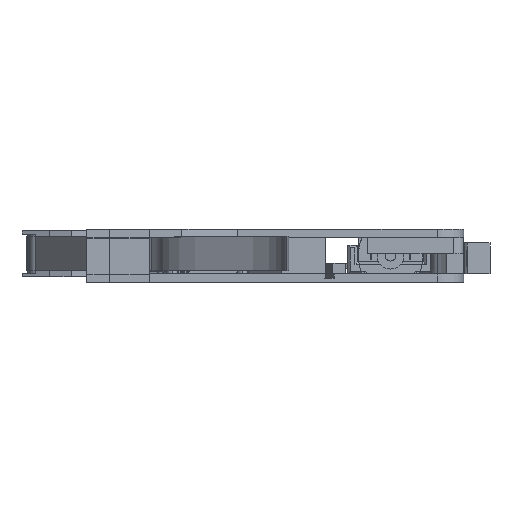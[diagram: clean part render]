
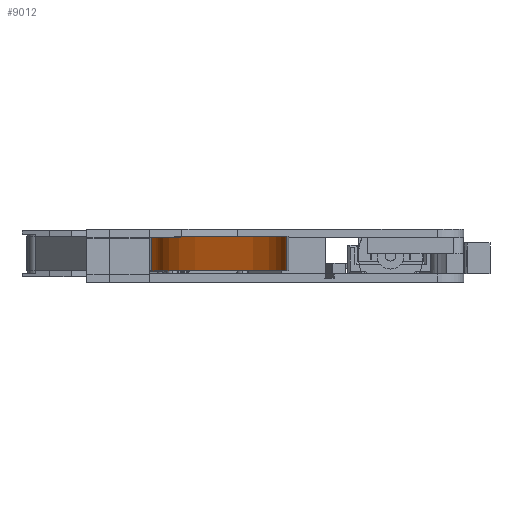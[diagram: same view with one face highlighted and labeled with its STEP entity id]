
A CAD part, left-side view. The second image highlights one B-rep face of the part: STEP entity #9012.
In plain terms, the highlighted free-form (B-spline) face has degree [3, 1] with [18, 2] control points.
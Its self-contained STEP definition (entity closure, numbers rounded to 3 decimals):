
#449 = CARTESIAN_POINT ( 'NONE',  ( -72.786, 34.568, -7.5 ) ) ;
#591 = VERTEX_POINT ( 'NONE', #28155 ) ;
#655 = CARTESIAN_POINT ( 'NONE',  ( -92.437, 35.775, -7.5 ) ) ;
#908 = CARTESIAN_POINT ( 'NONE',  ( -72.786, 34.568, -1. ) ) ;
#1129 = CARTESIAN_POINT ( 'NONE',  ( -97.205, 42.134, -1. ) ) ;
#1137 = CARTESIAN_POINT ( 'NONE',  ( -62.292, 31.861, -7.5 ) ) ;
#1351 = CARTESIAN_POINT ( 'NONE',  ( -85.391, 33.717, -1. ) ) ;
#1551 = CARTESIAN_POINT ( 'NONE',  ( -61.312, 30.939, -7.5 ) ) ;
#1770 = CARTESIAN_POINT ( 'NONE',  ( -62.639, 32.136, -7.5 ) ) ;
#1979 = CARTESIAN_POINT ( 'NONE',  ( -64.51, 33.261, -1. ) ) ;
#3793 = CARTESIAN_POINT ( 'NONE',  ( -85.391, 33.717, -7.5 ) ) ;
#3862 = CARTESIAN_POINT ( 'NONE',  ( -62.639, 32.136, -1. ) ) ;
#4063 = CARTESIAN_POINT ( 'NONE',  ( -59.77, 29.253, -1. ) ) ;
#4266 = CARTESIAN_POINT ( 'NONE',  ( -81.142, 34.049, -1. ) ) ;
#4492 = FACE_OUTER_BOUND ( 'NONE', #15697, .T. ) ;
#4905 = CARTESIAN_POINT ( 'NONE',  ( -63.725, 32.875, -1. ) ) ;
#5116 = CARTESIAN_POINT ( 'NONE',  ( -57.379, 26.389, -7.5 ) ) ;
#5322 = CARTESIAN_POINT ( 'NONE',  ( -85.391, 33.717, -7.5 ) ) ;
#5518 = ORIENTED_EDGE ( 'NONE', *, *, #36347, .T. ) ;
#6090 = DIRECTION ( 'NONE',  ( 0., 0., 1. ) ) ;
#6501 = CARTESIAN_POINT ( 'NONE',  ( -81.142, 34.049, -7.5 ) ) ;
#6897 = CARTESIAN_POINT ( 'NONE',  ( -68.678, 34.756, -7.5 ) ) ;
#6963 = CARTESIAN_POINT ( 'NONE',  ( -85.391, 33.717, -1. ) ) ;
#7305 = VERTEX_POINT ( 'NONE', #35786 ) ;
#8017 = CARTESIAN_POINT ( 'NONE',  ( -58.672, 27.669, -7.5 ) ) ;
#8218 = CARTESIAN_POINT ( 'NONE',  ( -90.797, 35.034, -1. ) ) ;
#9012 = ADVANCED_FACE ( 'NONE', ( #4492 ), #33377, .T. ) ;
#10238 = CARTESIAN_POINT ( 'NONE',  ( -62.639, 32.136, -7.5 ) ) ;
#10522 = CARTESIAN_POINT ( 'NONE',  ( -63.725, 32.875, -1. ) ) ;
#10725 = CARTESIAN_POINT ( 'NONE',  ( -81.142, 34.049, -7.5 ) ) ;
#10925 = CARTESIAN_POINT ( 'NONE',  ( -63.725, 32.875, -7.5 ) ) ;
#11348 = CARTESIAN_POINT ( 'NONE',  ( -62.292, 31.861, -1. ) ) ;
#12501 = ORIENTED_EDGE ( 'NONE', *, *, #27597, .T. ) ;
#13352 = CARTESIAN_POINT ( 'NONE',  ( -96.382, 39.84, -7.5 ) ) ;
#13841 = CARTESIAN_POINT ( 'NONE',  ( -95.229, 38.177, -7.5 ) ) ;
#14660 = CARTESIAN_POINT ( 'NONE',  ( -68.678, 34.756, -1. ) ) ;
#14742 = LINE ( 'NONE', #25162, #15006 ) ;
#14777 = CARTESIAN_POINT ( 'NONE',  ( -97.205, 42.134, -7.5 ) ) ;
#15006 = VECTOR ( 'NONE', #16624, 1000. ) ;
#15697 = EDGE_LOOP ( 'NONE', ( #35816, #26918, #5518, #12501 ) ) ;
#15885 = CARTESIAN_POINT ( 'NONE',  ( -62.292, 31.861, -7.5 ) ) ;
#16624 = DIRECTION ( 'NONE',  ( 0., 0., 1. ) ) ;
#16647 = B_SPLINE_CURVE_WITH_KNOTS ( 'NONE', 3,
 ( #25871, #32536, #25663, #22133, #28775, #15885, #10238, #16716, #38361, #6897, #449, #6501, #3793, #29182, #655, #22552, #13352, #26074 ),
 .UNSPECIFIED., .F., .F.,
 ( 4, 2, 2, 2, 2, 2, 2, 2, 4 ),
 ( 0., 0.125, 0.156, 0.187, 0.25, 0.5, 0.75, 0.875, 1. ),
 .UNSPECIFIED. ) ;
#16716 = CARTESIAN_POINT ( 'NONE',  ( -63.725, 32.875, -7.5 ) ) ;
#16981 = CARTESIAN_POINT ( 'NONE',  ( -90.797, 35.034, -1. ) ) ;
#17210 = CARTESIAN_POINT ( 'NONE',  ( -68.678, 34.756, -7.5 ) ) ;
#17409 = CARTESIAN_POINT ( 'NONE',  ( -95.229, 38.177, -1. ) ) ;
#17826 = CARTESIAN_POINT ( 'NONE',  ( -97.205, 42.134, -7.5 ) ) ;
#19690 = CARTESIAN_POINT ( 'NONE',  ( -57.379, 26.389, -1. ) ) ;
#20308 = CARTESIAN_POINT ( 'NONE',  ( -64.51, 33.261, -7.5 ) ) ;
#20517 = CARTESIAN_POINT ( 'NONE',  ( -62.292, 31.861, -1. ) ) ;
#20729 = CARTESIAN_POINT ( 'NONE',  ( -58.672, 27.669, -1. ) ) ;
#20931 = CARTESIAN_POINT ( 'NONE',  ( -96.382, 39.84, -1. ) ) ;
#22133 = CARTESIAN_POINT ( 'NONE',  ( -61.312, 30.939, -7.5 ) ) ;
#22552 = CARTESIAN_POINT ( 'NONE',  ( -95.229, 38.177, -7.5 ) ) ;
#23632 = CARTESIAN_POINT ( 'NONE',  ( -72.786, 34.568, -7.5 ) ) ;
#23851 = CARTESIAN_POINT ( 'NONE',  ( -92.437, 35.775, -1. ) ) ;
#23958 = VERTEX_POINT ( 'NONE', #14777 ) ;
#24061 = CARTESIAN_POINT ( 'NONE',  ( -90.797, 35.034, -7.5 ) ) ;
#25162 = CARTESIAN_POINT ( 'NONE',  ( -57.379, 26.389, -7.5 ) ) ;
#25663 = CARTESIAN_POINT ( 'NONE',  ( -59.77, 29.253, -7.5 ) ) ;
#25871 = CARTESIAN_POINT ( 'NONE',  ( -57.379, 26.389, -7.5 ) ) ;
#26074 = CARTESIAN_POINT ( 'NONE',  ( -97.205, 42.134, -7.5 ) ) ;
#26761 = CARTESIAN_POINT ( 'NONE',  ( -61.63, 31.262, -1. ) ) ;
#26918 = ORIENTED_EDGE ( 'NONE', *, *, #38269, .F. ) ;
#27181 = CARTESIAN_POINT ( 'NONE',  ( -62.639, 32.136, -1. ) ) ;
#27597 = EDGE_CURVE ( 'NONE', #23958, #591, #31497, .T. ) ;
#28155 = CARTESIAN_POINT ( 'NONE',  ( -97.205, 42.134, -1. ) ) ;
#28775 = CARTESIAN_POINT ( 'NONE',  ( -61.63, 31.262, -7.5 ) ) ;
#29182 = CARTESIAN_POINT ( 'NONE',  ( -90.797, 35.034, -7.5 ) ) ;
#29254 = CARTESIAN_POINT ( 'NONE',  ( -92.437, 35.775, -1. ) ) ;
#29883 = CARTESIAN_POINT ( 'NONE',  ( -61.312, 30.939, -1. ) ) ;
#29947 = VERTEX_POINT ( 'NONE', #37606 ) ;
#30281 = CARTESIAN_POINT ( 'NONE',  ( -61.63, 31.262, -7.5 ) ) ;
#31497 = LINE ( 'NONE', #32323, #36325 ) ;
#32323 = CARTESIAN_POINT ( 'NONE',  ( -97.205, 42.134, -7.5 ) ) ;
#32536 = CARTESIAN_POINT ( 'NONE',  ( -58.672, 27.669, -7.5 ) ) ;
#32800 = CARTESIAN_POINT ( 'NONE',  ( -64.51, 33.261, -1. ) ) ;
#33235 = CARTESIAN_POINT ( 'NONE',  ( -68.678, 34.756, -1. ) ) ;
#33245 = CARTESIAN_POINT ( 'NONE',  ( -96.382, 39.84, -7.5 ) ) ;
#33316 = B_SPLINE_CURVE_WITH_KNOTS ( 'NONE', 3,
 ( #19690, #39048, #4063, #35942, #39247, #20517, #3862, #10522, #32800, #33235, #908, #4266, #6963, #16981, #29254, #17409, #39650, #1129 ),
 .UNSPECIFIED., .F., .F.,
 ( 4, 2, 2, 2, 2, 2, 2, 2, 4 ),
 ( 0., 0.125, 0.156, 0.187, 0.25, 0.5, 0.75, 0.875, 1. ),
 .UNSPECIFIED. ) ;
#33377 = B_SPLINE_SURFACE_WITH_KNOTS ( 'NONE', 3, 1, ( 
 ( #5116, #33646 ),
 ( #8017, #20729 ),
 ( #36567, #33443 ),
 ( #1551, #29883 ),
 ( #30281, #26761 ),
 ( #1137, #11348 ),
 ( #1770, #27181 ),
 ( #10925, #4905 ),
 ( #20308, #1979 ),
 ( #17210, #14660 ),
 ( #23632, #39874 ),
 ( #10725, #36144 ),
 ( #5322, #1351 ),
 ( #24061, #8218 ),
 ( #39657, #23851 ),
 ( #13841, #33863 ),
 ( #33245, #20931 ),
 ( #17826, #36360 ) ),
 .UNSPECIFIED., .F., .F., .F.,
 ( 4, 2, 2, 2, 2, 2, 2, 2, 4 ),
 ( 2, 2 ),
 ( 0., 0.125, 0.156, 0.187, 0.25, 0.5, 0.75, 0.875, 1. ),
 ( 0., 1. ),
 .UNSPECIFIED. ) ;
#33443 = CARTESIAN_POINT ( 'NONE',  ( -59.77, 29.253, -1. ) ) ;
#33646 = CARTESIAN_POINT ( 'NONE',  ( -57.379, 26.389, -1. ) ) ;
#33863 = CARTESIAN_POINT ( 'NONE',  ( -95.229, 38.177, -1. ) ) ;
#35786 = CARTESIAN_POINT ( 'NONE',  ( -57.379, 26.389, -7.5 ) ) ;
#35816 = ORIENTED_EDGE ( 'NONE', *, *, #38913, .F. ) ;
#35942 = CARTESIAN_POINT ( 'NONE',  ( -61.312, 30.939, -1. ) ) ;
#36144 = CARTESIAN_POINT ( 'NONE',  ( -81.142, 34.049, -1. ) ) ;
#36325 = VECTOR ( 'NONE', #6090, 1000. ) ;
#36347 = EDGE_CURVE ( 'NONE', #7305, #23958, #16647, .T. ) ;
#36360 = CARTESIAN_POINT ( 'NONE',  ( -97.205, 42.134, -1. ) ) ;
#36567 = CARTESIAN_POINT ( 'NONE',  ( -59.77, 29.253, -7.5 ) ) ;
#37606 = CARTESIAN_POINT ( 'NONE',  ( -57.379, 26.389, -1. ) ) ;
#38269 = EDGE_CURVE ( 'NONE', #7305, #29947, #14742, .T. ) ;
#38361 = CARTESIAN_POINT ( 'NONE',  ( -64.51, 33.261, -7.5 ) ) ;
#38913 = EDGE_CURVE ( 'NONE', #29947, #591, #33316, .T. ) ;
#39048 = CARTESIAN_POINT ( 'NONE',  ( -58.672, 27.669, -1. ) ) ;
#39247 = CARTESIAN_POINT ( 'NONE',  ( -61.63, 31.262, -1. ) ) ;
#39650 = CARTESIAN_POINT ( 'NONE',  ( -96.382, 39.84, -1. ) ) ;
#39657 = CARTESIAN_POINT ( 'NONE',  ( -92.437, 35.775, -7.5 ) ) ;
#39874 = CARTESIAN_POINT ( 'NONE',  ( -72.786, 34.568, -1. ) ) ;
